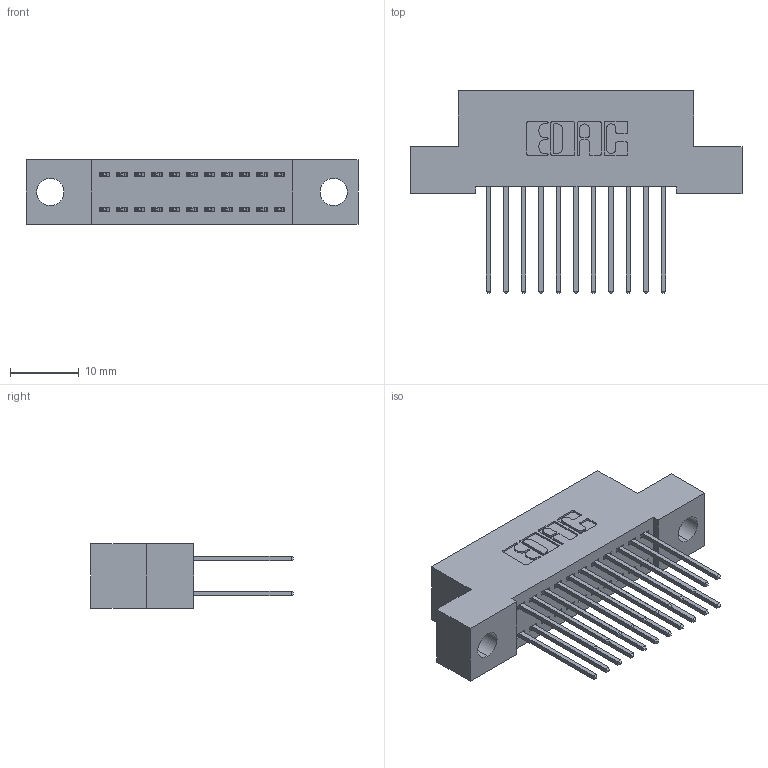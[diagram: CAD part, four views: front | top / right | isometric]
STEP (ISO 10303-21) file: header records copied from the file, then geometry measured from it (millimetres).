
FILE_DESCRIPTION (( 'STEP AP203' ), '1' );
FILE_NAME ('342-022-540-204.STEP', '2019-10-01T22:27:12', ( '' ), ( '' ), 'SwSTEP 2.0', 'SolidWorks 2016', '' );
FILE_SCHEMA (( 'CONFIG_CONTROL_DESIGN' ));
Length unit declared in the file: inch
Products named in the file (3): 342-022-540-204; 342 Part_.156 TH; 345-292-001_345-293-140
Assembly tree (23 placements, depth 2):
  342-022-540-204
    342 Part_.156 TH
    345-292-001_345-293-140  x22
Bounding box: 48.26 x 29.47 x 9.4 mm (x, y, z)
Volume: 4185.8 mm3; surface area: 6244.5 mm2
Topology: 23 solids, 23 shells, 1254 faces, 3709 edges, 2442 vertices
Faces by surface type: plane 858, cylinder 396
Entity records: 10975 total; most frequent: CARTESIAN_POINT 1854, ORIENTED_EDGE 1790, DIRECTION 1639, EDGE_CURVE 895, LINE 767, VECTOR 767, VERTEX_POINT 594, AXIS2_PLACEMENT_3D 436
